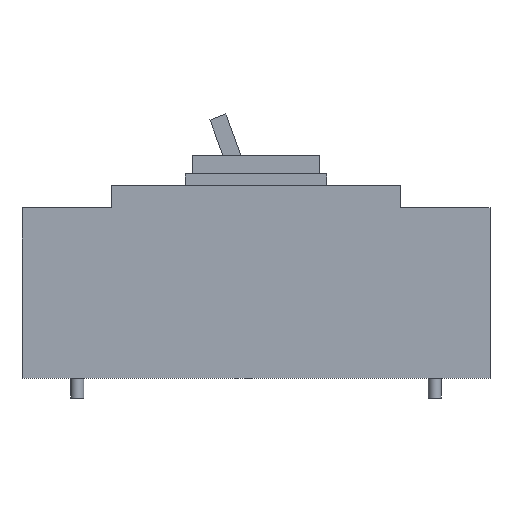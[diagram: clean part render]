
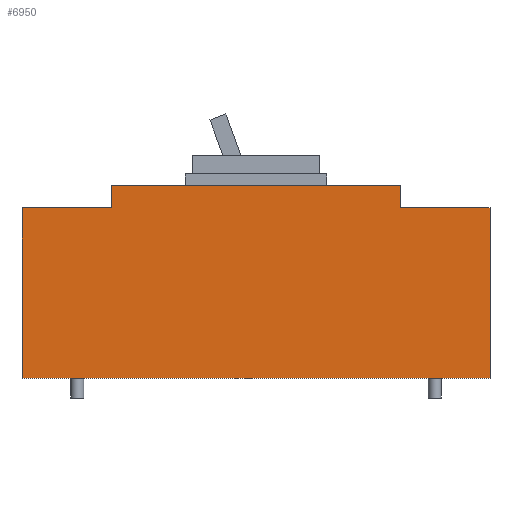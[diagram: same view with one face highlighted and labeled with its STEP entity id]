
A CAD part, left-side view. The second image highlights one B-rep face of the part: STEP entity #6950.
In plain terms, the highlighted planar face has unit normal (-1, 0, 0).
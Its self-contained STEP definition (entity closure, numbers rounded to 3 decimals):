
#6240=CARTESIAN_POINT('',(-52.5,41.18,0.));
#6250=DIRECTION('',(1.,-0.,0.));
#6260=DIRECTION('',(0.,0.,-1.));
#6270=AXIS2_PLACEMENT_3D('',#6240,#6250,#6260);
#6280=PLANE('',#6270);
#6290=CARTESIAN_POINT('',(-52.5,-51.,0.));
#6300=DIRECTION('',(0.,0.,-1.));
#6310=VECTOR('',#6300,1.);
#6320=LINE('',#6290,#6310);
#6330=CARTESIAN_POINT('',(-52.5,-51.,-138.76));
#6340=VERTEX_POINT('',#6330);
#6350=CARTESIAN_POINT('',(-52.5,-51.,-146.76));
#6360=VERTEX_POINT('',#6350);
#6370=EDGE_CURVE('',#6340,#6360,#6320,.T.);
#6380=ORIENTED_EDGE('',*,*,#6370,.F.);
#6390=CARTESIAN_POINT('',(-52.5,0.,-146.76));
#6400=DIRECTION('',(0.,1.,0.));
#6410=VECTOR('',#6400,1.);
#6420=LINE('',#6390,#6410);
#6430=CARTESIAN_POINT('',(-52.5,-82.5,-146.76));
#6440=VERTEX_POINT('',#6430);
#6450=EDGE_CURVE('',#6440,#6360,#6420,.T.);
#6460=ORIENTED_EDGE('',*,*,#6450,.T.);
#6470=CARTESIAN_POINT('',(-52.5,-82.5,0.));
#6480=DIRECTION('',(0.,0.,-1.));
#6490=VECTOR('',#6480,1.);
#6500=LINE('',#6470,#6490);
#6510=CARTESIAN_POINT('',(-52.5,-82.5,-206.76));
#6520=VERTEX_POINT('',#6510);
#6530=EDGE_CURVE('',#6440,#6520,#6500,.T.);
#6540=ORIENTED_EDGE('',*,*,#6530,.F.);
#6550=CARTESIAN_POINT('',(-52.5,0.,-206.76));
#6560=DIRECTION('',(0.,1.,0.));
#6570=VECTOR('',#6560,1.);
#6580=LINE('',#6550,#6570);
#6590=CARTESIAN_POINT('',(-52.5,82.5,-206.76));
#6600=VERTEX_POINT('',#6590);
#6610=EDGE_CURVE('',#6520,#6600,#6580,.T.);
#6620=ORIENTED_EDGE('',*,*,#6610,.F.);
#6630=CARTESIAN_POINT('',(-52.5,82.5,0.));
#6640=DIRECTION('',(0.,0.,1.));
#6650=VECTOR('',#6640,1.);
#6660=LINE('',#6630,#6650);
#6670=CARTESIAN_POINT('',(-52.5,82.5,-146.76));
#6680=VERTEX_POINT('',#6670);
#6690=EDGE_CURVE('',#6600,#6680,#6660,.T.);
#6700=ORIENTED_EDGE('',*,*,#6690,.F.);
#6710=CARTESIAN_POINT('',(-52.5,0.,-146.76));
#6720=DIRECTION('',(0.,1.,0.));
#6730=VECTOR('',#6720,1.);
#6740=LINE('',#6710,#6730);
#6750=CARTESIAN_POINT('',(-52.5,51.,-146.76));
#6760=VERTEX_POINT('',#6750);
#6770=EDGE_CURVE('',#6760,#6680,#6740,.T.);
#6780=ORIENTED_EDGE('',*,*,#6770,.T.);
#6790=CARTESIAN_POINT('',(-52.5,51.,0.));
#6800=DIRECTION('',(0.,0.,1.));
#6810=VECTOR('',#6800,1.);
#6820=LINE('',#6790,#6810);
#6830=CARTESIAN_POINT('',(-52.5,51.,-138.76));
#6840=VERTEX_POINT('',#6830);
#6850=EDGE_CURVE('',#6760,#6840,#6820,.T.);
#6860=ORIENTED_EDGE('',*,*,#6850,.F.);
#6870=CARTESIAN_POINT('',(-52.5,0.,-138.76));
#6880=DIRECTION('',(0.,-1.,0.));
#6890=VECTOR('',#6880,1.);
#6900=LINE('',#6870,#6890);
#6910=EDGE_CURVE('',#6840,#6340,#6900,.T.);
#6920=ORIENTED_EDGE('',*,*,#6910,.F.);
#6930=EDGE_LOOP('',(#6920,#6860,#6780,#6700,#6620,#6540,#6460,#6380));
#6940=FACE_OUTER_BOUND('',#6930,.T.);
#6950=ADVANCED_FACE('',(#6940),#6280,.F.);
